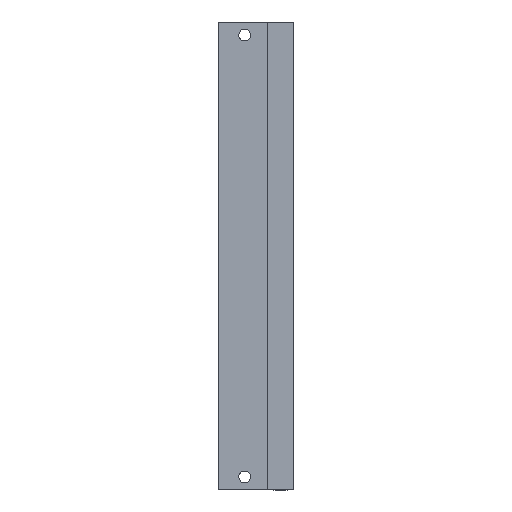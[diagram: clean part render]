
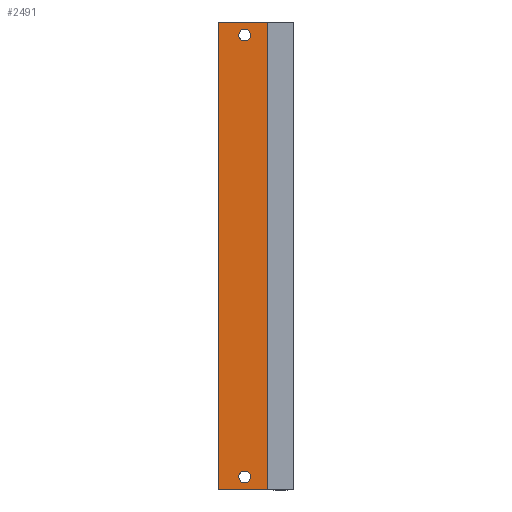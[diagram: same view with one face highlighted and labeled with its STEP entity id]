
A CAD part, front view. The second image highlights one B-rep face of the part: STEP entity #2491.
In plain terms, the highlighted planar face has unit normal (0, -1, 0).
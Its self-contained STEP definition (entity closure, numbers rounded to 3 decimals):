
#44 = LINE ( 'NONE', #2326, #1534 ) ;
#232 = LINE ( 'NONE', #2296, #1950 ) ;
#241 = DIRECTION ( 'NONE',  ( 0., 1., 0. ) ) ;
#299 = ORIENTED_EDGE ( 'NONE', *, *, #1292, .F. ) ;
#335 = CIRCLE ( 'NONE', #2928, 1.8 ) ;
#384 = DIRECTION ( 'NONE',  ( 0., 0., 1. ) ) ;
#391 = EDGE_CURVE ( 'NONE', #1462, #3026, #2871, .T. ) ;
#575 = AXIS2_PLACEMENT_3D ( 'NONE', #2687, #1466, #1746 ) ;
#580 = CARTESIAN_POINT ( 'NONE',  ( 0., 103., 23. ) ) ;
#601 = CARTESIAN_POINT ( 'NONE',  ( 0., 103., 8. ) ) ;
#659 = FACE_BOUND ( 'NONE', #2432, .T. ) ;
#689 = EDGE_CURVE ( 'NONE', #1277, #1813, #232, .T. ) ;
#731 = DIRECTION ( 'NONE',  ( -1., 0., 0. ) ) ;
#750 = DIRECTION ( 'NONE',  ( 0., 1., 0. ) ) ;
#812 = CIRCLE ( 'NONE', #2483, 1.8 ) ;
#823 = DIRECTION ( 'NONE',  ( 0., 1., 0. ) ) ;
#834 = ORIENTED_EDGE ( 'NONE', *, *, #1954, .T. ) ;
#966 = LINE ( 'NONE', #2915, #1492 ) ;
#1001 = EDGE_LOOP ( 'NONE', ( #1821, #2804 ) ) ;
#1116 = CIRCLE ( 'NONE', #1136, 1.8 ) ;
#1117 = VERTEX_POINT ( 'NONE', #580 ) ;
#1134 = VERTEX_POINT ( 'NONE', #601 ) ;
#1136 = AXIS2_PLACEMENT_3D ( 'NONE', #3086, #2669, #731 ) ;
#1245 = DIRECTION ( 'NONE',  ( 1., 0., 0. ) ) ;
#1277 = VERTEX_POINT ( 'NONE', #2557 ) ;
#1292 = EDGE_CURVE ( 'NONE', #1134, #1117, #44, .T. ) ;
#1363 = DIRECTION ( 'NONE',  ( 0., 0., 1. ) ) ;
#1398 = EDGE_CURVE ( 'NONE', #3026, #1462, #335, .T. ) ;
#1416 = VERTEX_POINT ( 'NONE', #2387 ) ;
#1417 = EDGE_CURVE ( 'NONE', #1416, #2819, #1116, .T. ) ;
#1448 = CARTESIAN_POINT ( 'NONE',  ( 141.03, 103., 15. ) ) ;
#1461 = EDGE_CURVE ( 'NONE', #1117, #1813, #2096, .T. ) ;
#1462 = VERTEX_POINT ( 'NONE', #1448 ) ;
#1466 = DIRECTION ( 'NONE',  ( 0., 1., 0. ) ) ;
#1476 = DIRECTION ( 'NONE',  ( 1., 0., 0. ) ) ;
#1492 = VECTOR ( 'NONE', #1245, 1000. ) ;
#1534 = VECTOR ( 'NONE', #1363, 1000. ) ;
#1592 = ORIENTED_EDGE ( 'NONE', *, *, #391, .T. ) ;
#1598 = FACE_OUTER_BOUND ( 'NONE', #1903, .T. ) ;
#1669 = CARTESIAN_POINT ( 'NONE',  ( 139.23, 103., 15. ) ) ;
#1718 = EDGE_CURVE ( 'NONE', #2819, #1416, #812, .T. ) ;
#1728 = CARTESIAN_POINT ( 'NONE',  ( 0., 103., 23. ) ) ;
#1746 = DIRECTION ( 'NONE',  ( -1., 0., 0. ) ) ;
#1787 = CARTESIAN_POINT ( 'NONE',  ( 5.8, 103., 15. ) ) ;
#1813 = VERTEX_POINT ( 'NONE', #2876 ) ;
#1821 = ORIENTED_EDGE ( 'NONE', *, *, #1417, .T. ) ;
#1903 = EDGE_LOOP ( 'NONE', ( #834, #1957, #2867, #299 ) ) ;
#1950 = VECTOR ( 'NONE', #384, 1000. ) ;
#1954 = EDGE_CURVE ( 'NONE', #1134, #1277, #966, .T. ) ;
#1957 = ORIENTED_EDGE ( 'NONE', *, *, #689, .T. ) ;
#2076 = ORIENTED_EDGE ( 'NONE', *, *, #1398, .T. ) ;
#2096 = LINE ( 'NONE', #1728, #2749 ) ;
#2235 = AXIS2_PLACEMENT_3D ( 'NONE', #2880, #750, #2652 ) ;
#2296 = CARTESIAN_POINT ( 'NONE',  ( 143.23, 103., 8. ) ) ;
#2326 = CARTESIAN_POINT ( 'NONE',  ( 0., 103., 8. ) ) ;
#2354 = FACE_BOUND ( 'NONE', #1001, .T. ) ;
#2383 = PLANE ( 'NONE',  #2235 ) ;
#2387 = CARTESIAN_POINT ( 'NONE',  ( 2.2, 103., 15. ) ) ;
#2432 = EDGE_LOOP ( 'NONE', ( #2076, #1592 ) ) ;
#2483 = AXIS2_PLACEMENT_3D ( 'NONE', #3044, #823, #2805 ) ;
#2491 = ADVANCED_FACE ( 'NONE', ( #2354, #1598, #659 ), #2383, .F. ) ;
#2557 = CARTESIAN_POINT ( 'NONE',  ( 143.23, 103., 8. ) ) ;
#2605 = DIRECTION ( 'NONE',  ( -1., 0., 0. ) ) ;
#2652 = DIRECTION ( 'NONE',  ( -1., 0., 0. ) ) ;
#2669 = DIRECTION ( 'NONE',  ( 0., 1., 0. ) ) ;
#2687 = CARTESIAN_POINT ( 'NONE',  ( 139.23, 103., 15. ) ) ;
#2749 = VECTOR ( 'NONE', #1476, 1000. ) ;
#2804 = ORIENTED_EDGE ( 'NONE', *, *, #1718, .T. ) ;
#2805 = DIRECTION ( 'NONE',  ( -1., 0., 0. ) ) ;
#2819 = VERTEX_POINT ( 'NONE', #1787 ) ;
#2853 = CARTESIAN_POINT ( 'NONE',  ( 137.43, 103., 15. ) ) ;
#2867 = ORIENTED_EDGE ( 'NONE', *, *, #1461, .F. ) ;
#2871 = CIRCLE ( 'NONE', #575, 1.8 ) ;
#2876 = CARTESIAN_POINT ( 'NONE',  ( 143.23, 103., 23. ) ) ;
#2880 = CARTESIAN_POINT ( 'NONE',  ( 0., 103., 8. ) ) ;
#2915 = CARTESIAN_POINT ( 'NONE',  ( 0., 103., 8. ) ) ;
#2928 = AXIS2_PLACEMENT_3D ( 'NONE', #1669, #241, #2605 ) ;
#3026 = VERTEX_POINT ( 'NONE', #2853 ) ;
#3044 = CARTESIAN_POINT ( 'NONE',  ( 4., 103., 15. ) ) ;
#3086 = CARTESIAN_POINT ( 'NONE',  ( 4., 103., 15. ) ) ;
